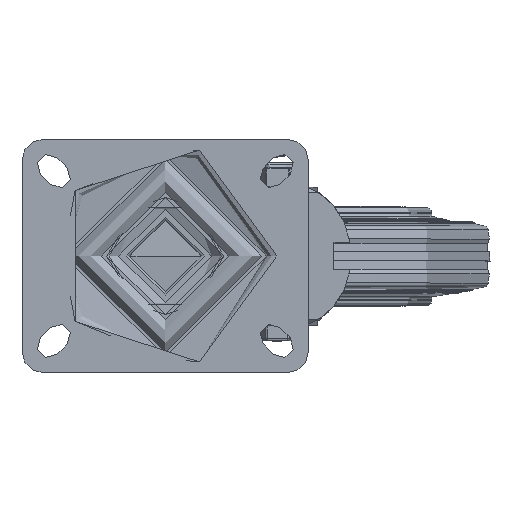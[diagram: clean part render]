
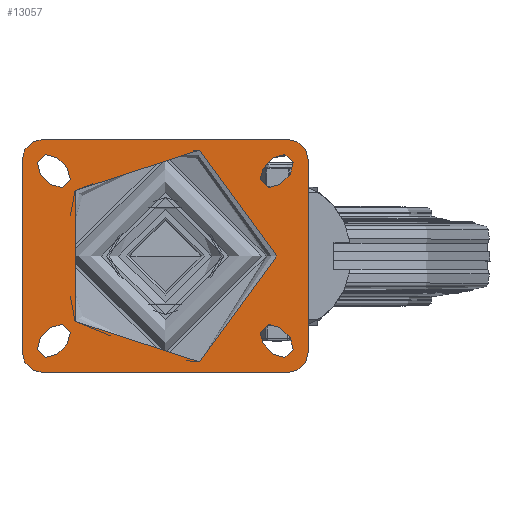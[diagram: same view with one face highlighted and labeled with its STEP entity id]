
A CAD part, top view. The second image highlights one B-rep face of the part: STEP entity #13057.
In plain terms, the highlighted planar face has unit normal (0, 0, 1).
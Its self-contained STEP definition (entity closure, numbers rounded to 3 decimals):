
#659=FACE_BOUND('',#2533,.T.);
#660=FACE_BOUND('',#2534,.T.);
#661=FACE_BOUND('',#2535,.T.);
#662=FACE_BOUND('',#2536,.T.);
#663=FACE_BOUND('',#2537,.T.);
#755=PLANE('',#14121);
#1703=FACE_OUTER_BOUND('',#2532,.T.);
#2532=EDGE_LOOP('',(#9112,#9113,#9114,#9115,#9116,#9117,#9118,#9119));
#2533=EDGE_LOOP('',(#9120));
#2534=EDGE_LOOP('',(#9121,#9122,#9123,#9124));
#2535=EDGE_LOOP('',(#9125,#9126,#9127,#9128));
#2536=EDGE_LOOP('',(#9129,#9130,#9131,#9132));
#2537=EDGE_LOOP('',(#9133,#9134,#9135,#9136));
#3406=LINE('',#21999,#4076);
#3407=LINE('',#22000,#4077);
#3408=LINE('',#22001,#4078);
#3409=LINE('',#22002,#4079);
#3410=LINE('',#22003,#4080);
#3411=LINE('',#22004,#4081);
#3412=LINE('',#22005,#4082);
#3413=LINE('',#22006,#4083);
#3414=LINE('',#22007,#4084);
#3415=LINE('',#22008,#4085);
#3416=LINE('',#22009,#4086);
#3417=LINE('',#22010,#4087);
#4076=VECTOR('',#15840,1000.);
#4077=VECTOR('',#15841,1000.);
#4078=VECTOR('',#15842,1000.);
#4079=VECTOR('',#15843,1000.);
#4080=VECTOR('',#15844,1000.);
#4081=VECTOR('',#15845,1000.);
#4082=VECTOR('',#15846,1000.);
#4083=VECTOR('',#15847,1000.);
#4084=VECTOR('',#15848,1000.);
#4085=VECTOR('',#15849,1000.);
#4086=VECTOR('',#15850,1000.);
#4087=VECTOR('',#15851,1000.);
#4672=CIRCLE('',#13965,5.5);
#4675=CIRCLE('',#13969,5.5);
#4676=CIRCLE('',#13971,5.5);
#4679=CIRCLE('',#13975,5.5);
#4680=CIRCLE('',#13977,5.5);
#4683=CIRCLE('',#13981,5.5);
#4684=CIRCLE('',#13983,5.5);
#4687=CIRCLE('',#13987,5.5);
#4688=CIRCLE('',#13989,10.);
#4690=CIRCLE('',#13992,10.);
#4692=CIRCLE('',#13995,10.);
#4694=CIRCLE('',#13998,10.);
#4701=CIRCLE('',#14007,52.494);
#5470=VERTEX_POINT('',#19081);
#5471=VERTEX_POINT('',#19082);
#5476=VERTEX_POINT('',#19093);
#5477=VERTEX_POINT('',#19095);
#5478=VERTEX_POINT('',#19099);
#5479=VERTEX_POINT('',#19100);
#5484=VERTEX_POINT('',#19111);
#5485=VERTEX_POINT('',#19113);
#5486=VERTEX_POINT('',#19117);
#5487=VERTEX_POINT('',#19118);
#5492=VERTEX_POINT('',#19129);
#5493=VERTEX_POINT('',#19131);
#5494=VERTEX_POINT('',#19135);
#5495=VERTEX_POINT('',#19136);
#5500=VERTEX_POINT('',#19147);
#5501=VERTEX_POINT('',#19149);
#5502=VERTEX_POINT('',#19153);
#5503=VERTEX_POINT('',#19154);
#5506=VERTEX_POINT('',#19162);
#5507=VERTEX_POINT('',#19163);
#5510=VERTEX_POINT('',#19171);
#5511=VERTEX_POINT('',#19172);
#5514=VERTEX_POINT('',#19180);
#5515=VERTEX_POINT('',#19181);
#5521=VERTEX_POINT('',#19197);
#6732=EDGE_CURVE('',#5470,#5471,#4672,.T.);
#6738=EDGE_CURVE('',#5477,#5476,#4675,.T.);
#6740=EDGE_CURVE('',#5478,#5479,#4676,.T.);
#6746=EDGE_CURVE('',#5485,#5484,#4679,.T.);
#6748=EDGE_CURVE('',#5486,#5487,#4680,.T.);
#6754=EDGE_CURVE('',#5493,#5492,#4683,.T.);
#6756=EDGE_CURVE('',#5494,#5495,#4684,.T.);
#6762=EDGE_CURVE('',#5501,#5500,#4687,.T.);
#6764=EDGE_CURVE('',#5502,#5503,#4688,.F.);
#6768=EDGE_CURVE('',#5506,#5507,#4690,.F.);
#6772=EDGE_CURVE('',#5510,#5511,#4692,.F.);
#6776=EDGE_CURVE('',#5514,#5515,#4694,.F.);
#6785=EDGE_CURVE('',#5521,#5521,#4701,.T.);
#6931=EDGE_CURVE('',#5507,#5510,#3406,.F.);
#6932=EDGE_CURVE('',#5503,#5506,#3407,.F.);
#6933=EDGE_CURVE('',#5515,#5502,#3408,.F.);
#6934=EDGE_CURVE('',#5511,#5514,#3409,.F.);
#6935=EDGE_CURVE('',#5479,#5485,#3410,.T.);
#6936=EDGE_CURVE('',#5484,#5478,#3411,.T.);
#6937=EDGE_CURVE('',#5471,#5477,#3412,.T.);
#6938=EDGE_CURVE('',#5476,#5470,#3413,.T.);
#6939=EDGE_CURVE('',#5487,#5493,#3414,.T.);
#6940=EDGE_CURVE('',#5492,#5486,#3415,.T.);
#6941=EDGE_CURVE('',#5495,#5501,#3416,.T.);
#6942=EDGE_CURVE('',#5500,#5494,#3417,.T.);
#9112=ORIENTED_EDGE('',*,*,#6772,.F.);
#9113=ORIENTED_EDGE('',*,*,#6931,.F.);
#9114=ORIENTED_EDGE('',*,*,#6768,.F.);
#9115=ORIENTED_EDGE('',*,*,#6932,.F.);
#9116=ORIENTED_EDGE('',*,*,#6764,.F.);
#9117=ORIENTED_EDGE('',*,*,#6933,.F.);
#9118=ORIENTED_EDGE('',*,*,#6776,.F.);
#9119=ORIENTED_EDGE('',*,*,#6934,.F.);
#9120=ORIENTED_EDGE('',*,*,#6785,.F.);
#9121=ORIENTED_EDGE('',*,*,#6740,.T.);
#9122=ORIENTED_EDGE('',*,*,#6935,.T.);
#9123=ORIENTED_EDGE('',*,*,#6746,.T.);
#9124=ORIENTED_EDGE('',*,*,#6936,.T.);
#9125=ORIENTED_EDGE('',*,*,#6732,.T.);
#9126=ORIENTED_EDGE('',*,*,#6937,.T.);
#9127=ORIENTED_EDGE('',*,*,#6738,.T.);
#9128=ORIENTED_EDGE('',*,*,#6938,.T.);
#9129=ORIENTED_EDGE('',*,*,#6748,.T.);
#9130=ORIENTED_EDGE('',*,*,#6939,.T.);
#9131=ORIENTED_EDGE('',*,*,#6754,.T.);
#9132=ORIENTED_EDGE('',*,*,#6940,.T.);
#9133=ORIENTED_EDGE('',*,*,#6756,.T.);
#9134=ORIENTED_EDGE('',*,*,#6941,.T.);
#9135=ORIENTED_EDGE('',*,*,#6762,.T.);
#9136=ORIENTED_EDGE('',*,*,#6942,.T.);
#13057=ADVANCED_FACE('',(#1703,#659,#660,#661,#662,#663),#755,.T.);
#13965=AXIS2_PLACEMENT_3D('',#19083,#15452,#15453);
#13969=AXIS2_PLACEMENT_3D('',#19096,#15463,#15464);
#13971=AXIS2_PLACEMENT_3D('',#19101,#15468,#15469);
#13975=AXIS2_PLACEMENT_3D('',#19114,#15479,#15480);
#13977=AXIS2_PLACEMENT_3D('',#19119,#15484,#15485);
#13981=AXIS2_PLACEMENT_3D('',#19132,#15495,#15496);
#13983=AXIS2_PLACEMENT_3D('',#19137,#15500,#15501);
#13987=AXIS2_PLACEMENT_3D('',#19150,#15511,#15512);
#13989=AXIS2_PLACEMENT_3D('',#19155,#15516,#15517);
#13992=AXIS2_PLACEMENT_3D('',#19164,#15524,#15525);
#13995=AXIS2_PLACEMENT_3D('',#19173,#15532,#15533);
#13998=AXIS2_PLACEMENT_3D('',#19182,#15540,#15541);
#14007=AXIS2_PLACEMENT_3D('',#19199,#15560,#15561);
#14121=AXIS2_PLACEMENT_3D('',#21998,#15838,#15839);
#15452=DIRECTION('center_axis',(0.,0.,-1.));
#15453=DIRECTION('ref_axis',(1.,0.,0.));
#15463=DIRECTION('center_axis',(0.,0.,-1.));
#15464=DIRECTION('ref_axis',(1.,0.,0.));
#15468=DIRECTION('center_axis',(0.,0.,-1.));
#15469=DIRECTION('ref_axis',(1.,0.,0.));
#15479=DIRECTION('center_axis',(0.,0.,-1.));
#15480=DIRECTION('ref_axis',(1.,0.,0.));
#15484=DIRECTION('center_axis',(0.,0.,-1.));
#15485=DIRECTION('ref_axis',(-1.,0.,0.));
#15495=DIRECTION('center_axis',(0.,0.,-1.));
#15496=DIRECTION('ref_axis',(-1.,0.,0.));
#15500=DIRECTION('center_axis',(0.,0.,-1.));
#15501=DIRECTION('ref_axis',(-1.,0.,0.));
#15511=DIRECTION('center_axis',(0.,0.,-1.));
#15512=DIRECTION('ref_axis',(-1.,0.,0.));
#15516=DIRECTION('center_axis',(0.,0.,1.));
#15517=DIRECTION('ref_axis',(0.707,0.707,0.));
#15524=DIRECTION('center_axis',(0.,0.,1.));
#15525=DIRECTION('ref_axis',(0.707,-0.707,0.));
#15532=DIRECTION('center_axis',(0.,0.,1.));
#15533=DIRECTION('ref_axis',(-0.707,-0.707,0.));
#15540=DIRECTION('center_axis',(0.,0.,1.));
#15541=DIRECTION('ref_axis',(-0.707,0.707,0.));
#15560=DIRECTION('center_axis',(0.,0.,1.));
#15561=DIRECTION('ref_axis',(-1.,0.,0.));
#15838=DIRECTION('center_axis',(0.,0.,1.));
#15839=DIRECTION('ref_axis',(1.,0.,0.));
#15840=DIRECTION('',(1.,0.,0.));
#15841=DIRECTION('',(0.,1.,0.));
#15842=DIRECTION('',(-1.,0.,0.));
#15843=DIRECTION('',(0.,-1.,0.));
#15844=DIRECTION('',(-0.707,-0.707,0.));
#15845=DIRECTION('',(0.707,0.707,0.));
#15846=DIRECTION('',(-0.707,0.707,0.));
#15847=DIRECTION('',(0.707,-0.707,0.));
#15848=DIRECTION('',(0.707,0.707,0.));
#15849=DIRECTION('',(-0.707,-0.707,0.));
#15850=DIRECTION('',(0.707,-0.707,0.));
#15851=DIRECTION('',(-0.707,0.707,0.));
#19081=CARTESIAN_POINT('',(-46.136,41.414,0.));
#19082=CARTESIAN_POINT('',(-53.914,33.636,0.));
#19083=CARTESIAN_POINT('Origin',(-50.025,37.525,0.));
#19093=CARTESIAN_POINT('',(-51.086,46.364,0.));
#19095=CARTESIAN_POINT('',(-58.864,38.586,0.));
#19096=CARTESIAN_POINT('Origin',(-54.975,42.475,0.));
#19099=CARTESIAN_POINT('',(-53.914,-33.636,0.));
#19100=CARTESIAN_POINT('',(-46.136,-41.414,0.));
#19101=CARTESIAN_POINT('Origin',(-50.025,-37.525,0.));
#19111=CARTESIAN_POINT('',(-58.864,-38.586,0.));
#19113=CARTESIAN_POINT('',(-51.086,-46.364,0.));
#19114=CARTESIAN_POINT('Origin',(-54.975,-42.475,0.));
#19117=CARTESIAN_POINT('',(53.914,33.636,0.));
#19118=CARTESIAN_POINT('',(46.136,41.414,0.));
#19119=CARTESIAN_POINT('Origin',(50.025,37.525,0.));
#19129=CARTESIAN_POINT('',(58.864,38.586,0.));
#19131=CARTESIAN_POINT('',(51.086,46.364,0.));
#19132=CARTESIAN_POINT('Origin',(54.975,42.475,0.));
#19135=CARTESIAN_POINT('',(46.136,-41.414,0.));
#19136=CARTESIAN_POINT('',(53.914,-33.636,0.));
#19137=CARTESIAN_POINT('Origin',(50.025,-37.525,0.));
#19147=CARTESIAN_POINT('',(51.086,-46.364,0.));
#19149=CARTESIAN_POINT('',(58.864,-38.586,0.));
#19150=CARTESIAN_POINT('Origin',(54.975,-42.475,0.));
#19153=CARTESIAN_POINT('',(57.5,55.,0.));
#19154=CARTESIAN_POINT('',(67.5,45.,0.));
#19155=CARTESIAN_POINT('Origin',(57.5,45.,0.));
#19162=CARTESIAN_POINT('',(67.5,-45.,0.));
#19163=CARTESIAN_POINT('',(57.5,-55.,0.));
#19164=CARTESIAN_POINT('Origin',(57.5,-45.,0.));
#19171=CARTESIAN_POINT('',(-57.5,-55.,0.));
#19172=CARTESIAN_POINT('',(-67.5,-45.,0.));
#19173=CARTESIAN_POINT('Origin',(-57.5,-45.,0.));
#19180=CARTESIAN_POINT('',(-67.5,45.,0.));
#19181=CARTESIAN_POINT('',(-57.5,55.,0.));
#19182=CARTESIAN_POINT('Origin',(-57.5,45.,0.));
#19197=CARTESIAN_POINT('',(52.494,0.,0.));
#19199=CARTESIAN_POINT('Origin',(0.,0.,0.));
#21998=CARTESIAN_POINT('Origin',(0.,0.,0.));
#21999=CARTESIAN_POINT('',(0.,-55.,0.));
#22000=CARTESIAN_POINT('',(67.5,0.,0.));
#22001=CARTESIAN_POINT('',(0.,55.,0.));
#22002=CARTESIAN_POINT('',(-67.5,0.,0.));
#22003=CARTESIAN_POINT('',(-25.486,-20.764,0.));
#22004=CARTESIAN_POINT('',(-33.264,-12.986,0.));
#22005=CARTESIAN_POINT('',(-33.264,12.986,0.));
#22006=CARTESIAN_POINT('',(-25.486,20.764,0.));
#22007=CARTESIAN_POINT('',(25.486,20.764,0.));
#22008=CARTESIAN_POINT('',(33.264,12.986,0.));
#22009=CARTESIAN_POINT('',(33.264,-12.986,0.));
#22010=CARTESIAN_POINT('',(25.486,-20.764,0.));
